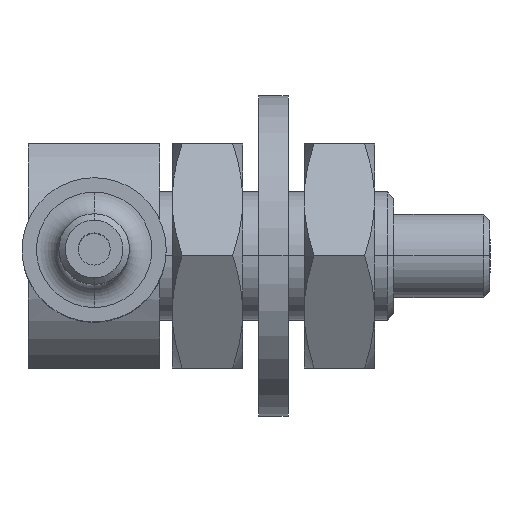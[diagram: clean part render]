
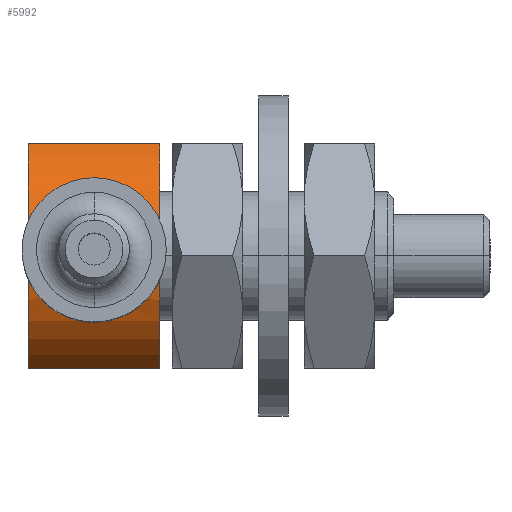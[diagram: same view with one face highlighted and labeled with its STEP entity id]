
A CAD part, top view. The second image highlights one B-rep face of the part: STEP entity #5992.
In plain terms, the highlighted cylindrical face has radius 4.05 mm (diameter 8.1 mm), a partial arc.
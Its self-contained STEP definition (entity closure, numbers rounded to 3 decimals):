
#1=CARTESIAN_POINT('',(0.,0.,-14.4));
#2=DIRECTION('',(0.,0.,1.));
#3=DIRECTION('',(-0.864,-0.503,0.));
#4=AXIS2_PLACEMENT_3D('',#1,#2,#3);
#11=DIRECTION('',(0.,0.,1.));
#12=VECTOR('',#11,4.1);
#13=CARTESIAN_POINT('',(-3.5,-2.038,-14.4));
#14=LINE('',#13,#12);
#15=DIRECTION('',(0.,0.,-1.));
#16=VECTOR('',#15,4.1);
#17=CARTESIAN_POINT('',(3.5,-2.038,-10.3));
#18=LINE('',#17,#16);
#19=CARTESIAN_POINT('',(-1.336,-3.823,-11.787));
#20=CARTESIAN_POINT('',(-1.392,-3.804,-11.92));
#21=CARTESIAN_POINT('',(-1.461,-3.777,-12.19));
#22=CARTESIAN_POINT('',(-1.447,-3.783,-12.612));
#23=CARTESIAN_POINT('',(-1.311,-3.834,-13.02));
#24=CARTESIAN_POINT('',(-1.051,-3.916,-13.382));
#25=CARTESIAN_POINT('',(-0.693,-3.997,
-13.648));
#26=CARTESIAN_POINT('',(-0.286,-4.047,
-13.792));
#27=CARTESIAN_POINT('',(0.136,-4.055,-13.814));
#28=CARTESIAN_POINT('',(0.55,-4.019,-13.715));
#29=CARTESIAN_POINT('',(0.933,-3.946,-13.488));
#30=CARTESIAN_POINT('',(1.127,-3.891,-13.274));
#31=CARTESIAN_POINT('',(1.211,-3.865,-13.147));
#33=CARTESIAN_POINT('',(1.211,-3.865,-13.147));
#34=CARTESIAN_POINT('',(1.2,-3.868,-13.122));
#35=CARTESIAN_POINT('',(1.179,-3.875,-13.072));
#36=CARTESIAN_POINT('',(1.144,-3.885,-13.));
#37=CARTESIAN_POINT('',(1.119,-3.892,-12.954));
#38=CARTESIAN_POINT('',(1.106,-3.896,-12.931));
#40=CARTESIAN_POINT('',(1.106,-3.896,-12.931));
#41=CARTESIAN_POINT('',(1.173,-3.877,-12.803));
#42=CARTESIAN_POINT('',(1.258,-3.85,-12.541));
#43=CARTESIAN_POINT('',(1.253,-3.851,-12.124));
#44=CARTESIAN_POINT('',(1.11,-3.897,-11.725));
#45=CARTESIAN_POINT('',(0.834,-3.968,-11.386));
#46=CARTESIAN_POINT('',(0.464,-4.03,-11.164));
#47=CARTESIAN_POINT('',(0.052,-4.057,-11.078));
#48=CARTESIAN_POINT('',(-0.363,-4.041,
-11.13));
#49=CARTESIAN_POINT('',(-0.748,-3.986,
-11.317));
#50=CARTESIAN_POINT('',(-1.054,-3.913,-11.634));
#51=CARTESIAN_POINT('',(-1.169,-3.878,-11.885));
#52=CARTESIAN_POINT('',(-1.206,-3.866,-12.024));
#54=CARTESIAN_POINT('',(-1.206,-3.866,-12.024));
#55=CARTESIAN_POINT('',(-1.222,-3.861,-12.));
#56=CARTESIAN_POINT('',(-1.253,-3.851,-11.95));
#57=CARTESIAN_POINT('',(-1.296,-3.837,-11.871));
#58=CARTESIAN_POINT('',(-1.323,-3.828,-11.816));
#59=CARTESIAN_POINT('',(-1.336,-3.823,-11.787));
#77=CARTESIAN_POINT('',(0.,0.,-10.3));
#78=DIRECTION('',(0.,0.,1.));
#79=DIRECTION('',(-0.864,-0.503,0.));
#80=AXIS2_PLACEMENT_3D('',#77,#78,#79);
#5564=CARTESIAN_POINT('',(-3.5,-2.038,-14.4));
#5565=CARTESIAN_POINT('',(3.5,-2.038,-14.4));
#5566=VERTEX_POINT('',#5564);
#5567=VERTEX_POINT('',#5565);
#5572=CARTESIAN_POINT('',(-3.5,-2.038,-10.3));
#5573=VERTEX_POINT('',#5572);
#5574=CARTESIAN_POINT('',(3.5,-2.038,-10.3));
#5575=VERTEX_POINT('',#5574);
#5576=VERTEX_POINT('',#19);
#5577=VERTEX_POINT('',#31);
#5578=VERTEX_POINT('',#38);
#5579=VERTEX_POINT('',#52);
#5968=CARTESIAN_POINT('',(0.,0.,-14.556));
#5969=DIRECTION('',(0.,0.,1.));
#5970=DIRECTION('',(0.,1.,0.));
#5971=AXIS2_PLACEMENT_3D('',#5968,#5969,#5970);
#5972=CYLINDRICAL_SURFACE('',#5971,4.05);
#5973=ORIENTED_EDGE('',*,*,#5957,.F.);
#5975=ORIENTED_EDGE('',*,*,#5974,.T.);
#5977=ORIENTED_EDGE('',*,*,#5976,.T.);
#5979=ORIENTED_EDGE('',*,*,#5978,.T.);
#5980=EDGE_LOOP('',(#5973,#5975,#5977,#5979));
#5981=FACE_OUTER_BOUND('',#5980,.F.);
#5983=ORIENTED_EDGE('',*,*,#5982,.T.);
#5985=ORIENTED_EDGE('',*,*,#5984,.T.);
#5987=ORIENTED_EDGE('',*,*,#5986,.T.);
#5989=ORIENTED_EDGE('',*,*,#5988,.T.);
#5990=EDGE_LOOP('',(#5983,#5985,#5987,#5989));
#5991=FACE_BOUND('',#5990,.F.);
#5992=ADVANCED_FACE('',(#5981,#5991),#5972,.T.);
#5=CIRCLE('',#4,4.05);
#32=B_SPLINE_CURVE_WITH_KNOTS('',3,(#19,#20,#21,#22,#23,#24,#25,#26,#27,#28,#29,
#30,#31),.UNSPECIFIED.,.F.,.F.,(4,1,1,1,1,1,1,1,1,1,4),(0.,0.1,0.2,0.3,
0.4,0.5,0.6,0.7,0.8,0.9,1.),.UNSPECIFIED.);
#39=B_SPLINE_CURVE_WITH_KNOTS('',3,(#33,#34,#35,#36,#37,#38),.UNSPECIFIED.,.F.,
.F.,(4,1,1,4),(0.,0.333,0.667,1.),.UNSPECIFIED.);
#53=B_SPLINE_CURVE_WITH_KNOTS('',3,(#40,#41,#42,#43,#44,#45,#46,#47,#48,#49,#50,
#51,#52),.UNSPECIFIED.,.F.,.F.,(4,1,1,1,1,1,1,1,1,1,4),(0.,0.1,0.2,0.3,
0.4,0.5,0.6,0.7,0.8,0.9,1.),.UNSPECIFIED.);
#60=B_SPLINE_CURVE_WITH_KNOTS('',3,(#54,#55,#56,#57,#58,#59),.UNSPECIFIED.,.F.,
.F.,(4,1,1,4),(0.,0.333,0.667,1.),.UNSPECIFIED.);
#81=CIRCLE('',#80,4.05);
#5957=EDGE_CURVE('',#5566,#5567,#5,.T.);
#5974=EDGE_CURVE('',#5566,#5573,#14,.T.);
#5976=EDGE_CURVE('',#5573,#5575,#81,.T.);
#5978=EDGE_CURVE('',#5575,#5567,#18,.T.);
#5982=EDGE_CURVE('',#5576,#5577,#32,.T.);
#5984=EDGE_CURVE('',#5577,#5578,#39,.T.);
#5986=EDGE_CURVE('',#5578,#5579,#53,.T.);
#5988=EDGE_CURVE('',#5579,#5576,#60,.T.);
